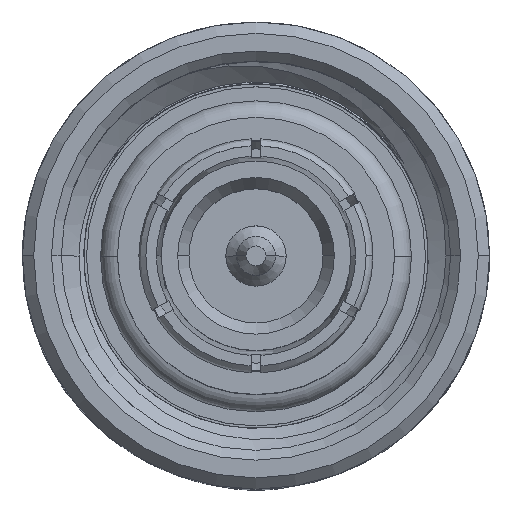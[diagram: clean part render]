
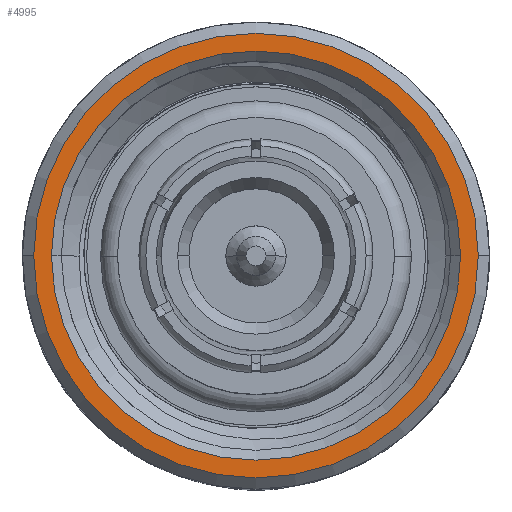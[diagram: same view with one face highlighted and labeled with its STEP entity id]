
A CAD part, top view. The second image highlights one B-rep face of the part: STEP entity #4995.
In plain terms, the highlighted face is planar.
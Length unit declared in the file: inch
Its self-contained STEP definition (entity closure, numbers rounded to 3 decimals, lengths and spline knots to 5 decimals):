
#904 = VERTEX_POINT ( 'NONE', #3091 ) ;
#1445 = DIRECTION ( 'NONE',  ( 1., 0., 0. ) ) ;
#1512 = AXIS2_PLACEMENT_3D ( 'NONE', #8035, #2158, #9010 ) ;
#1921 = DIRECTION ( 'NONE',  ( 0., 0., -1. ) ) ;
#2158 = DIRECTION ( 'NONE',  ( 1., 0., 0. ) ) ;
#2509 = ORIENTED_EDGE ( 'NONE', *, *, #10251, .F. ) ;
#2536 = FACE_OUTER_BOUND ( 'NONE', #6215, .T. ) ;
#2945 = DIRECTION ( 'NONE',  ( 1., 0., 0. ) ) ;
#3091 = CARTESIAN_POINT ( 'NONE',  ( 0., 0., 0.20685 ) ) ;
#3134 = CIRCLE ( 'NONE', #5429, 0.20685 ) ;
#3181 = VERTEX_POINT ( 'NONE', #4323 ) ;
#4323 = CARTESIAN_POINT ( 'NONE',  ( 0., 0., -0.20685 ) ) ;
#4705 = CARTESIAN_POINT ( 'NONE',  ( 0., 0., 0. ) ) ;
#4707 = ORIENTED_EDGE ( 'NONE', *, *, #5959, .F. ) ;
#4995 = ADVANCED_FACE ( 'NONE', ( #6830, #2536 ), #8189, .F. ) ;
#5089 = AXIS2_PLACEMENT_3D ( 'NONE', #4705, #2945, #1921 ) ;
#5219 = EDGE_CURVE ( 'NONE', #904, #3181, #3134, .T. ) ;
#5429 = AXIS2_PLACEMENT_3D ( 'NONE', #10593, #11529, #7739 ) ;
#5959 = EDGE_CURVE ( 'NONE', #10105, #7485, #7271, .T. ) ;
#6215 = EDGE_LOOP ( 'NONE', ( #2509, #4707 ) ) ;
#6340 = CARTESIAN_POINT ( 'NONE',  ( 0., 0., -0.22477 ) ) ;
#6405 = CIRCLE ( 'NONE', #6523, 0.20685 ) ;
#6523 = AXIS2_PLACEMENT_3D ( 'NONE', #9909, #6966, #10814 ) ;
#6743 = CARTESIAN_POINT ( 'NONE',  ( 0., 0., 0.22477 ) ) ;
#6830 = FACE_BOUND ( 'NONE', #12133, .T. ) ;
#6966 = DIRECTION ( 'NONE',  ( 1., 0., 0. ) ) ;
#7271 = CIRCLE ( 'NONE', #5089, 0.22477 ) ;
#7485 = VERTEX_POINT ( 'NONE', #6340 ) ;
#7739 = DIRECTION ( 'NONE',  ( 0., 0., -1. ) ) ;
#8035 = CARTESIAN_POINT ( 'NONE',  ( 0., 0., 0. ) ) ;
#8189 = PLANE ( 'NONE',  #11549 ) ;
#8488 = ORIENTED_EDGE ( 'NONE', *, *, #5219, .T. ) ;
#9010 = DIRECTION ( 'NONE',  ( 0., 0., -1. ) ) ;
#9204 = DIRECTION ( 'NONE',  ( 0., 0., -1. ) ) ;
#9909 = CARTESIAN_POINT ( 'NONE',  ( 0., 0., 0. ) ) ;
#10105 = VERTEX_POINT ( 'NONE', #6743 ) ;
#10251 = EDGE_CURVE ( 'NONE', #7485, #10105, #12254, .T. ) ;
#10593 = CARTESIAN_POINT ( 'NONE',  ( 0., 0., 0. ) ) ;
#10814 = DIRECTION ( 'NONE',  ( 0., 0., -1. ) ) ;
#11252 = ORIENTED_EDGE ( 'NONE', *, *, #11325, .T. ) ;
#11325 = EDGE_CURVE ( 'NONE', #3181, #904, #6405, .T. ) ;
#11529 = DIRECTION ( 'NONE',  ( 1., 0., 0. ) ) ;
#11549 = AXIS2_PLACEMENT_3D ( 'NONE', #12076, #1445, #9204 ) ;
#12076 = CARTESIAN_POINT ( 'NONE',  ( 0., 0.23668, 0. ) ) ;
#12133 = EDGE_LOOP ( 'NONE', ( #8488, #11252 ) ) ;
#12254 = CIRCLE ( 'NONE', #1512, 0.22477 ) ;
